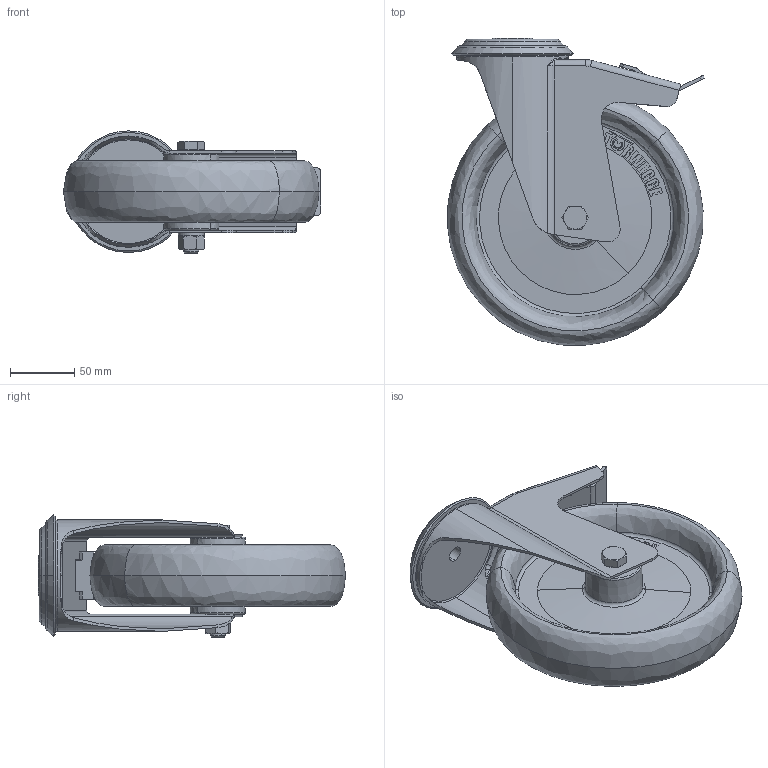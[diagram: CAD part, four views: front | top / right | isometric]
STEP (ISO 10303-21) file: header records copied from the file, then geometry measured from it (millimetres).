
FILE_DESCRIPTION (( 'STEP AP214' ), '1' );
FILE_NAME ('0030151.step', '2022-10-04T12:36:35', ( '' ), ( '' ), 'SwSTEP 2.0', 'SolidWorks 2020', '' );
FILE_SCHEMA (( 'AUTOMOTIVE_DESIGN' ));
Length unit declared in the file: millimetre
Products named in the file (1): 0030151
Bounding box: 200.82 x 239.82 x 95.5 mm (x, y, z)
Volume: 831724 mm3; surface area: 198287.6 mm2
Topology: 6 solids, 6 shells, 373 faces, 920 edges, 577 vertices
Faces by surface type: plane 174, bspline 57, cylinder 56, torus 48, cone 38
Entity records: 17541 total; most frequent: CARTESIAN_POINT 4856, ORIENTED_EDGE 1832, DIRECTION 1651, EDGE_CURVE 916, AXIS2_PLACEMENT_3D 580, VERTEX_POINT 577, LINE 491, VECTOR 491
